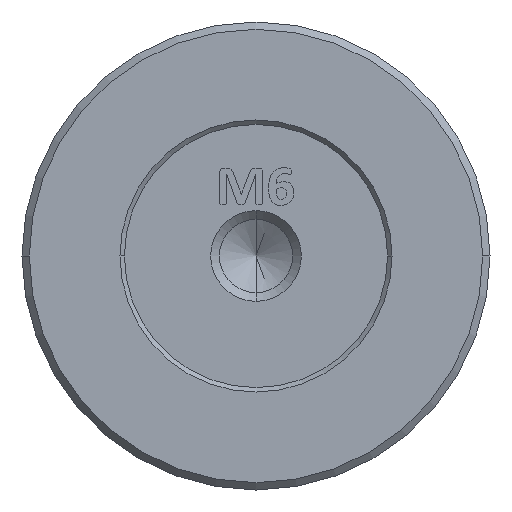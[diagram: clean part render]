
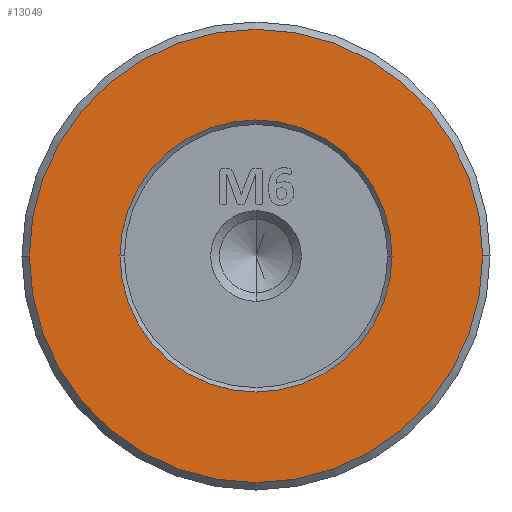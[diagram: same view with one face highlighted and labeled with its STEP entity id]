
A CAD part, left-side view. The second image highlights one B-rep face of the part: STEP entity #13049.
In plain terms, the highlighted planar face has unit normal (-1, 0, 0).
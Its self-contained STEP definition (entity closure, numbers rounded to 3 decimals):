
#282 = FACE_BOUND ( 'NONE', #22444, .T. ) ;
#913 = EDGE_CURVE ( 'NONE', #15083, #5152, #16214, .T. ) ;
#1728 = CARTESIAN_POINT ( 'NONE',  ( -264.258, 18.976, 13.025 ) ) ;
#2166 = AXIS2_PLACEMENT_3D ( 'NONE', #19161, #4545, #18567 ) ;
#2671 = AXIS2_PLACEMENT_3D ( 'NONE', #7486, #7792, #21506 ) ;
#3083 = AXIS2_PLACEMENT_3D ( 'NONE', #23599, #5007, #18721 ) ;
#4042 = ORIENTED_EDGE ( 'NONE', *, *, #14954, .T. ) ;
#4545 = DIRECTION ( 'NONE',  ( -1., 0., 0. ) ) ;
#5007 = DIRECTION ( 'NONE',  ( -1., 0., 0. ) ) ;
#5152 = VERTEX_POINT ( 'NONE', #5721 ) ;
#5721 = CARTESIAN_POINT ( 'NONE',  ( -264.258, -12.024, 13.025 ) ) ;
#5958 = VERTEX_POINT ( 'NONE', #28912 ) ;
#6521 = VERTEX_POINT ( 'NONE', #14534 ) ;
#6931 = DIRECTION ( 'NONE',  ( 1., 0., 0. ) ) ;
#7486 = CARTESIAN_POINT ( 'NONE',  ( -264.258, 3.476, 13.025 ) ) ;
#7792 = DIRECTION ( 'NONE',  ( -1., 0., 0. ) ) ;
#7826 = EDGE_LOOP ( 'NONE', ( #13687, #13744 ) ) ;
#9584 = FACE_OUTER_BOUND ( 'NONE', #7826, .T. ) ;
#10004 = AXIS2_PLACEMENT_3D ( 'NONE', #20936, #6931, #27945 ) ;
#12705 = CARTESIAN_POINT ( 'NONE',  ( -264.258, 3.476, 13.025 ) ) ;
#13049 = ADVANCED_FACE ( 'NONE', ( #282, #9584 ), #14447, .T. ) ;
#13687 = ORIENTED_EDGE ( 'NONE', *, *, #913, .T. ) ;
#13744 = ORIENTED_EDGE ( 'NONE', *, *, #13816, .T. ) ;
#13816 = EDGE_CURVE ( 'NONE', #5152, #15083, #29426, .T. ) ;
#14447 = PLANE ( 'NONE',  #2166 ) ;
#14534 = CARTESIAN_POINT ( 'NONE',  ( -264.258, 12.776, 13.025 ) ) ;
#14954 = EDGE_CURVE ( 'NONE', #5958, #6521, #23603, .T. ) ;
#14988 = DIRECTION ( 'NONE',  ( 1., 0., 0. ) ) ;
#15083 = VERTEX_POINT ( 'NONE', #1728 ) ;
#16214 = CIRCLE ( 'NONE', #3083, 15.5 ) ;
#17826 = ORIENTED_EDGE ( 'NONE', *, *, #25164, .T. ) ;
#18567 = DIRECTION ( 'NONE',  ( 0., 1., 0. ) ) ;
#18721 = DIRECTION ( 'NONE',  ( 0., -1., 0. ) ) ;
#19161 = CARTESIAN_POINT ( 'NONE',  ( -264.258, 3.476, 13.025 ) ) ;
#20936 = CARTESIAN_POINT ( 'NONE',  ( -264.258, 3.476, 13.025 ) ) ;
#21506 = DIRECTION ( 'NONE',  ( 0., -1., 0. ) ) ;
#22444 = EDGE_LOOP ( 'NONE', ( #4042, #17826 ) ) ;
#23599 = CARTESIAN_POINT ( 'NONE',  ( -264.258, 3.476, 13.025 ) ) ;
#23603 = CIRCLE ( 'NONE', #28439, 9.3 ) ;
#25164 = EDGE_CURVE ( 'NONE', #6521, #5958, #25575, .T. ) ;
#25575 = CIRCLE ( 'NONE', #10004, 9.3 ) ;
#27945 = DIRECTION ( 'NONE',  ( 0., -1., 0. ) ) ;
#28439 = AXIS2_PLACEMENT_3D ( 'NONE', #12705, #14988, #29000 ) ;
#28912 = CARTESIAN_POINT ( 'NONE',  ( -264.258, -5.824, 13.025 ) ) ;
#29000 = DIRECTION ( 'NONE',  ( 0., -1., 0. ) ) ;
#29426 = CIRCLE ( 'NONE', #2671, 15.5 ) ;
